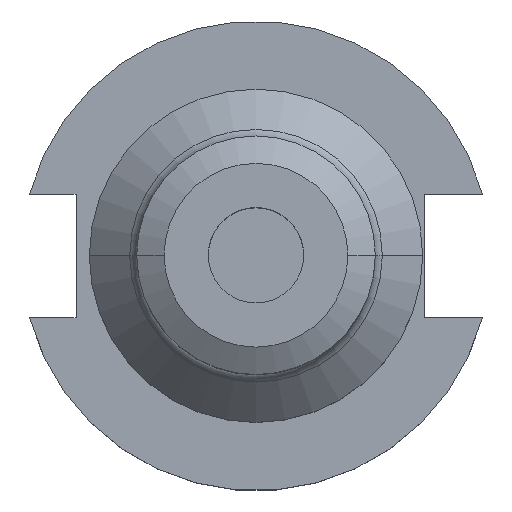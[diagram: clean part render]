
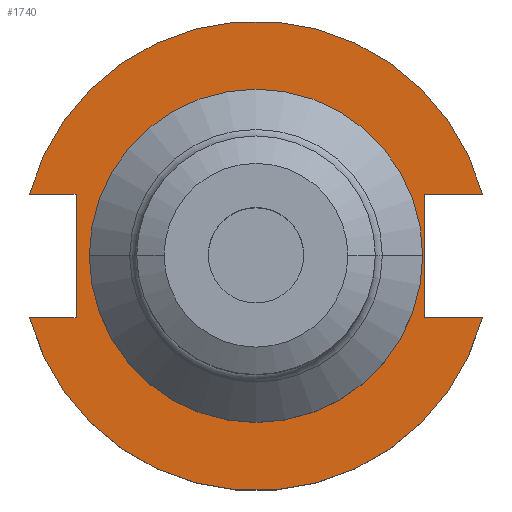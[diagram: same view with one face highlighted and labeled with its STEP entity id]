
A CAD part, top view. The second image highlights one B-rep face of the part: STEP entity #1740.
In plain terms, the highlighted planar face has unit normal (0, 0, 1).
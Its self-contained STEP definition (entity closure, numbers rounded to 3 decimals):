
#1 = LINE ( 'NONE', #816, #765 ) ;
#21 = ORIENTED_EDGE ( 'NONE', *, *, #1529, .F. ) ;
#33 = VERTEX_POINT ( 'NONE', #52 ) ;
#46 = EDGE_CURVE ( 'NONE', #472, #1668, #188, .T. ) ;
#52 = CARTESIAN_POINT ( 'NONE',  ( -47.477, -12.954, 19.05 ) ) ;
#93 = DIRECTION ( 'NONE',  ( 1., 0., 0. ) ) ;
#105 = CIRCLE ( 'NONE', #949, 49.212 ) ;
#156 = FACE_BOUND ( 'NONE', #206, .T. ) ;
#185 = ORIENTED_EDGE ( 'NONE', *, *, #703, .F. ) ;
#188 = CIRCLE ( 'NONE', #973, 34.925 ) ;
#206 = EDGE_LOOP ( 'NONE', ( #1266, #1012 ) ) ;
#210 = AXIS2_PLACEMENT_3D ( 'NONE', #1080, #1220, #1662 ) ;
#240 = CARTESIAN_POINT ( 'NONE',  ( 35.306, 12.954, 19.05 ) ) ;
#250 = AXIS2_PLACEMENT_3D ( 'NONE', #594, #295, #742 ) ;
#285 = LINE ( 'NONE', #666, #1166 ) ;
#295 = DIRECTION ( 'NONE',  ( 0., 0., 1. ) ) ;
#305 = ORIENTED_EDGE ( 'NONE', *, *, #899, .F. ) ;
#310 = CARTESIAN_POINT ( 'NONE',  ( -63.719, 12.954, 19.05 ) ) ;
#337 = EDGE_LOOP ( 'NONE', ( #1389, #1397, #21, #1196, #1541, #185, #1866, #305 ) ) ;
#344 = CARTESIAN_POINT ( 'NONE',  ( -37.719, 12.954, 19.05 ) ) ;
#396 = CARTESIAN_POINT ( 'NONE',  ( -34.925, 0., 19.05 ) ) ;
#401 = VERTEX_POINT ( 'NONE', #1142 ) ;
#403 = AXIS2_PLACEMENT_3D ( 'NONE', #1451, #854, #93 ) ;
#472 = VERTEX_POINT ( 'NONE', #396 ) ;
#496 = DIRECTION ( 'NONE',  ( 0., 0., 1. ) ) ;
#510 = VECTOR ( 'NONE', #1299, 1000. ) ;
#536 = PLANE ( 'NONE',  #403 ) ;
#552 = CARTESIAN_POINT ( 'NONE',  ( 35.306, 12.954, 19.05 ) ) ;
#580 = EDGE_CURVE ( 'NONE', #401, #1802, #1093, .T. ) ;
#594 = CARTESIAN_POINT ( 'NONE',  ( 0., 0., 19.05 ) ) ;
#666 = CARTESIAN_POINT ( 'NONE',  ( 35.306, -12.954, 19.05 ) ) ;
#675 = DIRECTION ( 'NONE',  ( 1., 0., 0. ) ) ;
#682 = CARTESIAN_POINT ( 'NONE',  ( 35.306, 12.954, 19.05 ) ) ;
#703 = EDGE_CURVE ( 'NONE', #1802, #755, #1804, .T. ) ;
#742 = DIRECTION ( 'NONE',  ( 1., 0., 0. ) ) ;
#746 = DIRECTION ( 'NONE',  ( 0., 1., 0. ) ) ;
#755 = VERTEX_POINT ( 'NONE', #1050 ) ;
#763 = VERTEX_POINT ( 'NONE', #1379 ) ;
#765 = VECTOR ( 'NONE', #675, 1000. ) ;
#813 = FACE_OUTER_BOUND ( 'NONE', #337, .T. ) ;
#816 = CARTESIAN_POINT ( 'NONE',  ( -63.719, -12.954, 19.05 ) ) ;
#854 = DIRECTION ( 'NONE',  ( 0., 0., 1. ) ) ;
#899 = EDGE_CURVE ( 'NONE', #33, #401, #1, .T. ) ;
#932 = VERTEX_POINT ( 'NONE', #1568 ) ;
#940 = CARTESIAN_POINT ( 'NONE',  ( 0., 0., 19.05 ) ) ;
#949 = AXIS2_PLACEMENT_3D ( 'NONE', #1909, #1307, #1000 ) ;
#970 = VECTOR ( 'NONE', #746, 1000. ) ;
#973 = AXIS2_PLACEMENT_3D ( 'NONE', #940, #496, #1542 ) ;
#1000 = DIRECTION ( 'NONE',  ( 1., 0., 0. ) ) ;
#1012 = ORIENTED_EDGE ( 'NONE', *, *, #46, .F. ) ;
#1050 = CARTESIAN_POINT ( 'NONE',  ( -47.477, 12.954, 19.05 ) ) ;
#1061 = EDGE_CURVE ( 'NONE', #763, #755, #105, .T. ) ;
#1080 = CARTESIAN_POINT ( 'NONE',  ( 0., 0., 19.05 ) ) ;
#1093 = LINE ( 'NONE', #1943, #970 ) ;
#1115 = DIRECTION ( 'NONE',  ( 1., 0., 0. ) ) ;
#1142 = CARTESIAN_POINT ( 'NONE',  ( -37.719, -12.954, 19.05 ) ) ;
#1166 = VECTOR ( 'NONE', #1115, 1000. ) ;
#1196 = ORIENTED_EDGE ( 'NONE', *, *, #1533, .F. ) ;
#1208 = EDGE_CURVE ( 'NONE', #33, #932, #1826, .T. ) ;
#1220 = DIRECTION ( 'NONE',  ( 0., 0., 1. ) ) ;
#1232 = DIRECTION ( 'NONE',  ( -1., 0., 0. ) ) ;
#1244 = VERTEX_POINT ( 'NONE', #1512 ) ;
#1266 = ORIENTED_EDGE ( 'NONE', *, *, #1329, .F. ) ;
#1299 = DIRECTION ( 'NONE',  ( 0., -1., 0. ) ) ;
#1307 = DIRECTION ( 'NONE',  ( 0., 0., 1. ) ) ;
#1329 = EDGE_CURVE ( 'NONE', #1668, #472, #1393, .T. ) ;
#1356 = LINE ( 'NONE', #552, #1751 ) ;
#1379 = CARTESIAN_POINT ( 'NONE',  ( 47.477, 12.954, 19.05 ) ) ;
#1389 = ORIENTED_EDGE ( 'NONE', *, *, #1208, .T. ) ;
#1393 = CIRCLE ( 'NONE', #210, 34.925 ) ;
#1397 = ORIENTED_EDGE ( 'NONE', *, *, #1470, .F. ) ;
#1412 = VECTOR ( 'NONE', #1232, 1000. ) ;
#1433 = CARTESIAN_POINT ( 'NONE',  ( 34.925, 0., 19.05 ) ) ;
#1451 = CARTESIAN_POINT ( 'NONE',  ( 0., 49.212, 19.05 ) ) ;
#1470 = EDGE_CURVE ( 'NONE', #1244, #932, #285, .T. ) ;
#1512 = CARTESIAN_POINT ( 'NONE',  ( 35.306, -12.954, 19.05 ) ) ;
#1529 = EDGE_CURVE ( 'NONE', #1585, #1244, #1649, .T. ) ;
#1533 = EDGE_CURVE ( 'NONE', #763, #1585, #1356, .T. ) ;
#1541 = ORIENTED_EDGE ( 'NONE', *, *, #1061, .T. ) ;
#1542 = DIRECTION ( 'NONE',  ( 1., 0., 0. ) ) ;
#1568 = CARTESIAN_POINT ( 'NONE',  ( 47.477, -12.954, 19.05 ) ) ;
#1585 = VERTEX_POINT ( 'NONE', #240 ) ;
#1649 = LINE ( 'NONE', #682, #510 ) ;
#1662 = DIRECTION ( 'NONE',  ( 1., 0., 0. ) ) ;
#1668 = VERTEX_POINT ( 'NONE', #1433 ) ;
#1740 = ADVANCED_FACE ( 'NONE', ( #156, #813 ), #536, .T. ) ;
#1751 = VECTOR ( 'NONE', #1929, 1000. ) ;
#1802 = VERTEX_POINT ( 'NONE', #344 ) ;
#1804 = LINE ( 'NONE', #310, #1412 ) ;
#1826 = CIRCLE ( 'NONE', #250, 49.212 ) ;
#1866 = ORIENTED_EDGE ( 'NONE', *, *, #580, .F. ) ;
#1909 = CARTESIAN_POINT ( 'NONE',  ( 0., 0., 19.05 ) ) ;
#1929 = DIRECTION ( 'NONE',  ( -1., 0., 0. ) ) ;
#1943 = CARTESIAN_POINT ( 'NONE',  ( -37.719, 12.954, 19.05 ) ) ;
